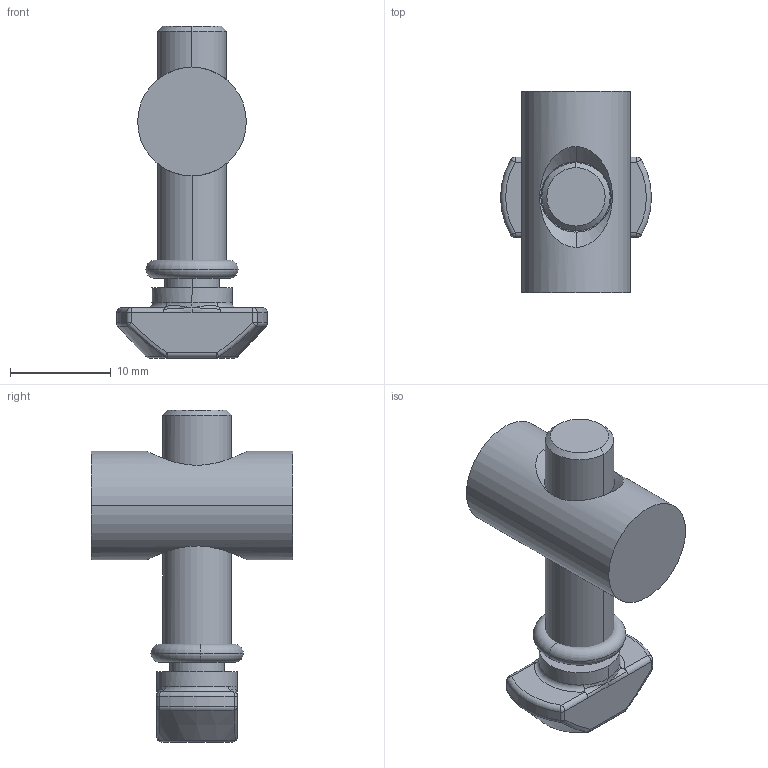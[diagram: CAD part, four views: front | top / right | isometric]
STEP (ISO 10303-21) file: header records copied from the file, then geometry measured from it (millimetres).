
FILE_DESCRIPTION (( 'STEP AP203' ), '1' );
FILE_NAME ('084.306.015.STEP', '2015-05-29T13:04:02', ( '' ), ( '' ), 'SwSTEP 2.0', 'SolidWorks 2012', '' );
FILE_SCHEMA (( 'CONFIG_CONTROL_DESIGN' ));
Length unit declared in the file: millimetre
Products named in the file (5): O-rings series A_ALUSIC_O-ring 5.6x1.8-A-ISO 3601-1; Socket Set Screw Cone Point_ALUSIC_PreviewCfg; 3.JNT.004A; 084.306.015; 3.JNT.003B
Assembly tree (4 placements, depth 2):
  084.306.015
    3.JNT.004A
    3.JNT.003B
    O-rings series A_ALUSIC_O-ring 5.6x1.8-A-ISO 3601-1
    Socket Set Screw Cone Point_ALUSIC_PreviewCfg
Bounding box: 15 x 20 x 33 mm (x, y, z)
Volume: 2874.3 mm3; surface area: 2739.3 mm2
Topology: 4 solids, 4 shells, 146 faces, 355 edges, 203 vertices
Faces by surface type: cone 48, cylinder 40, plane 18, bspline 16, sphere 12, torus 12
Entity records: 6354 total; most frequent: CARTESIAN_POINT 2541, DIRECTION 721, ORIENTED_EDGE 682, EDGE_CURVE 341, AXIS2_PLACEMENT_3D 303, VERTEX_POINT 203, CIRCLE 166, EDGE_LOOP 152
